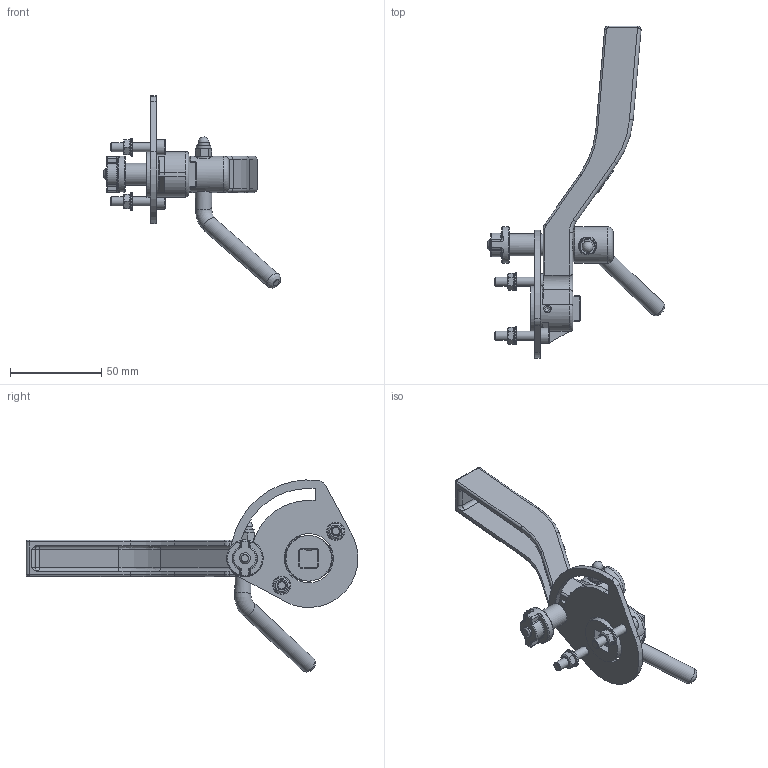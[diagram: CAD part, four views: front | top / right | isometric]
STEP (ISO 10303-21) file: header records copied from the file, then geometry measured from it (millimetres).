
FILE_DESCRIPTION((''),'2;1');
FILE_NAME('Feineinstellung F04.stp','2008-11-05T09:02:21',('hellwig'),(''),'Autodesk Inventor 2008','Autodesk Inventor 2008','');
FILE_SCHEMA(('AUTOMOTIVE_DESIGN { 1 0 10303 214 1 1 1 1 }'));
Length unit declared in the file: millimetre
Products named in the file (1): Bauteil1
Bounding box: 97.34 x 182 x 105.34 mm (x, y, z)
Volume: 60760.2 mm3; surface area: 36704.9 mm2
Topology: 2 solids, 2 shells, 738 faces, 1828 edges, 1146 vertices
Faces by surface type: plane 383, bspline 168, cylinder 126, cone 35, torus 25, sphere 1
Full cylindrical faces by diameter (mm): 5 x5, 5.3 x3, 5.5 x2, 6 x3, 6.4 x1, 7 x2, 8 x1, 8.5 x3, 9 x3, 9.1 x1, 10 x2, 12 x2, 12.5 x1, 20 x2, 25 x1, 27 x1
Entity records: 25184 total; most frequent: CARTESIAN_POINT 8528, ORIENTED_EDGE 3410, DIRECTION 2936, EDGE_CURVE 1705, VERTEX_POINT 1113, AXIS2_PLACEMENT_3D 985, VECTOR 966, LINE 966
